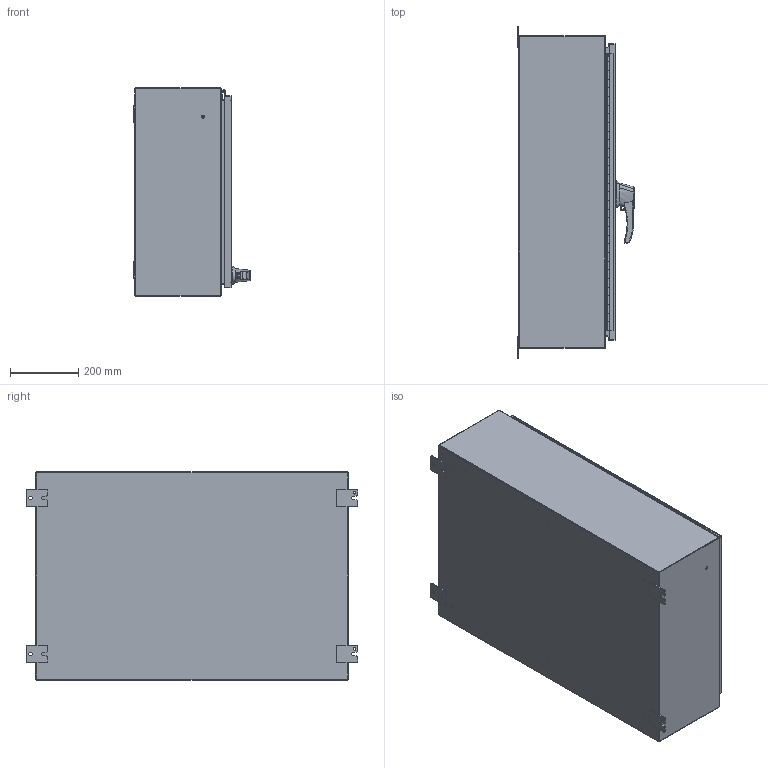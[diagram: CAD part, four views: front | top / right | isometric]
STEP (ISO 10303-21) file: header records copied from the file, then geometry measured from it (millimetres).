
FILE_DESCRIPTION (( 'STEP AP214' ), '1' );
FILE_NAME ('HW362410SSHK.STEP', '2019-08-09T15:11:27', ( '' ), ( '' ), 'SwSTEP 2.0', 'SolidWorks 2018', '' );
FILE_SCHEMA (( 'AUTOMOTIVE_DESIGN' ));
Length unit declared in the file: inch
Products named in the file (1): HW362410SSHK
Bounding box: 341.63 x 971.55 x 609.6 mm (x, y, z)
Volume: 4425834.8 mm3; surface area: 4563319.9 mm2
Topology: 44 solids, 45 shells, 1544 faces, 3905 edges, 2489 vertices
Faces by surface type: plane 737, cylinder 641, bspline 123, cone 43
Entity records: 105932 total; most frequent: CARTESIAN_POINT 49006, ORIENTED_EDGE 7794, DIRECTION 7288, EDGE_CURVE 3897, AXIS2_PLACEMENT_3D 2532, VERTEX_POINT 2489, VECTOR 2224, LINE 2224
